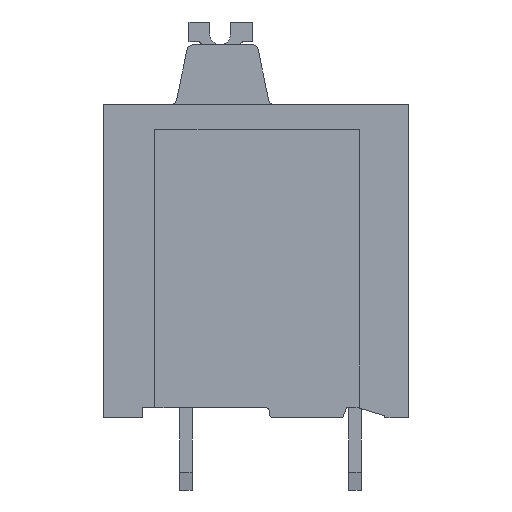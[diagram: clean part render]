
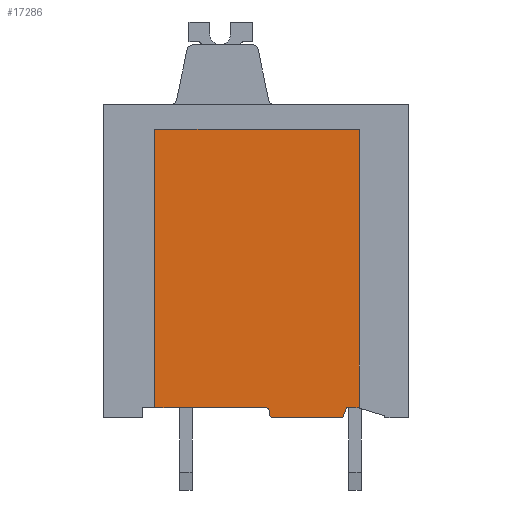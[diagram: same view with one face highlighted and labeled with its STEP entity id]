
A CAD part, left-side view. The second image highlights one B-rep face of the part: STEP entity #17286.
In plain terms, the highlighted planar face has unit normal (-1, 0, 0).
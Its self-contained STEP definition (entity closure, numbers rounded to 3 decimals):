
#7462=AXIS2_PLACEMENT_3D('Plane Axis2P3D',#7459,#7460,#7461) ;
#13993=AXIS2_PLACEMENT_3D('Circle Axis2P3D',#13991,#13992,$) ;
#14048=AXIS2_PLACEMENT_3D('Circle Axis2P3D',#14046,#14047,$) ;
#7459=CARTESIAN_POINT('Axis2P3D Location',(1.1,2.4,0.)) ;
#13866=CARTESIAN_POINT('Vertex',(1.1,2.5,4.)) ;
#13878=CARTESIAN_POINT('Vertex',(1.1,2.4,3.97)) ;
#13881=CARTESIAN_POINT('Line Origine',(1.1,2.45,3.985)) ;
#13962=CARTESIAN_POINT('Vertex',(1.1,6.95,4.)) ;
#13965=CARTESIAN_POINT('Line Origine',(1.1,9.625,4.)) ;
#13969=CARTESIAN_POINT('Vertex',(1.1,12.3,4.)) ;
#13991=CARTESIAN_POINT('Axis2P3D Location',(1.1,6.95,3.8)) ;
#13995=CARTESIAN_POINT('Vertex',(1.1,6.75,3.8)) ;
#14019=CARTESIAN_POINT('Vertex',(1.1,6.75,3.7)) ;
#14022=CARTESIAN_POINT('Line Origine',(1.1,6.75,3.75)) ;
#14043=CARTESIAN_POINT('Vertex',(1.1,6.55,3.5)) ;
#14046=CARTESIAN_POINT('Axis2P3D Location',(1.1,6.55,3.7)) ;
#14062=CARTESIAN_POINT('Vertex',(1.1,3.2,3.5)) ;
#14065=CARTESIAN_POINT('Line Origine',(1.1,4.875,3.5)) ;
#14086=CARTESIAN_POINT('Vertex',(1.1,3.,4.)) ;
#14089=CARTESIAN_POINT('Line Origine',(1.1,3.1,3.75)) ;
#14101=CARTESIAN_POINT('Line Origine',(1.1,2.75,4.)) ;
#14118=CARTESIAN_POINT('Line Origine',(1.1,12.3,10.75)) ;
#14122=CARTESIAN_POINT('Vertex',(1.1,12.3,17.5)) ;
#14142=CARTESIAN_POINT('Line Origine',(1.1,7.35,17.5)) ;
#14146=CARTESIAN_POINT('Vertex',(1.1,2.4,17.5)) ;
#14166=CARTESIAN_POINT('Line Origine',(1.1,2.4,10.735)) ;
#7460=DIRECTION('Axis2P3D Direction',(1.,0.,0.)) ;
#7461=DIRECTION('Axis2P3D XDirection',(0.,1.,0.)) ;
#13882=DIRECTION('Vector Direction',(0.,-0.959,-0.284)) ;
#13966=DIRECTION('Vector Direction',(0.,1.,0.)) ;
#13992=DIRECTION('Axis2P3D Direction',(-1.,0.,0.)) ;
#14023=DIRECTION('Vector Direction',(0.,0.,1.)) ;
#14047=DIRECTION('Axis2P3D Direction',(-1.,0.,0.)) ;
#14066=DIRECTION('Vector Direction',(0.,1.,0.)) ;
#14090=DIRECTION('Vector Direction',(0.,0.371,-0.928)) ;
#14102=DIRECTION('Vector Direction',(0.,1.,0.)) ;
#14119=DIRECTION('Vector Direction',(0.,0.,1.)) ;
#14143=DIRECTION('Vector Direction',(0.,1.,0.)) ;
#14167=DIRECTION('Vector Direction',(0.,0.,1.)) ;
#13883=VECTOR('Line Direction',#13882,1.) ;
#13967=VECTOR('Line Direction',#13966,1.) ;
#14024=VECTOR('Line Direction',#14023,1.) ;
#14067=VECTOR('Line Direction',#14066,1.) ;
#14091=VECTOR('Line Direction',#14090,1.) ;
#14103=VECTOR('Line Direction',#14102,1.) ;
#14120=VECTOR('Line Direction',#14119,1.) ;
#14144=VECTOR('Line Direction',#14143,1.) ;
#14168=VECTOR('Line Direction',#14167,1.) ;
#17274=ORIENTED_EDGE('',*,*,#13971,.F.) ;
#17275=ORIENTED_EDGE('',*,*,#13997,.T.) ;
#17276=ORIENTED_EDGE('',*,*,#14026,.F.) ;
#17277=ORIENTED_EDGE('',*,*,#14050,.F.) ;
#17278=ORIENTED_EDGE('',*,*,#14069,.F.) ;
#17279=ORIENTED_EDGE('',*,*,#14093,.F.) ;
#17280=ORIENTED_EDGE('',*,*,#14105,.F.) ;
#17281=ORIENTED_EDGE('',*,*,#13885,.T.) ;
#17282=ORIENTED_EDGE('',*,*,#14170,.T.) ;
#17283=ORIENTED_EDGE('',*,*,#14148,.T.) ;
#17284=ORIENTED_EDGE('',*,*,#14124,.F.) ;
#17286=ADVANCED_FACE('_LMF 5.00/19/180  3.5SN OR BX 1330370000',(#17285),#7463,.F.) ;
#13994=CIRCLE('generated circle',#13993,0.2) ;
#14049=CIRCLE('generated circle',#14048,0.2) ;
#13885=EDGE_CURVE('',#13867,#13879,#13884,.T.) ;
#13971=EDGE_CURVE('',#13963,#13970,#13968,.T.) ;
#13997=EDGE_CURVE('',#13963,#13996,#13994,.F.) ;
#14026=EDGE_CURVE('',#14020,#13996,#14025,.T.) ;
#14050=EDGE_CURVE('',#14044,#14020,#14049,.F.) ;
#14069=EDGE_CURVE('',#14063,#14044,#14068,.T.) ;
#14093=EDGE_CURVE('',#14087,#14063,#14092,.T.) ;
#14105=EDGE_CURVE('',#13867,#14087,#14104,.T.) ;
#14124=EDGE_CURVE('',#13970,#14123,#14121,.T.) ;
#14148=EDGE_CURVE('',#14147,#14123,#14145,.T.) ;
#14170=EDGE_CURVE('',#13879,#14147,#14169,.T.) ;
#17273=EDGE_LOOP('',(#17274,#17275,#17276,#17277,#17278,#17279,#17280,#17281,#17282,#17283,#17284)) ;
#17285=FACE_OUTER_BOUND('',#17273,.T.) ;
#13884=LINE('Line',#13881,#13883) ;
#13968=LINE('Line',#13965,#13967) ;
#14025=LINE('Line',#14022,#14024) ;
#14068=LINE('Line',#14065,#14067) ;
#14092=LINE('Line',#14089,#14091) ;
#14104=LINE('Line',#14101,#14103) ;
#14121=LINE('Line',#14118,#14120) ;
#14145=LINE('Line',#14142,#14144) ;
#14169=LINE('Line',#14166,#14168) ;
#7463=PLANE('',#7462) ;
#13867=VERTEX_POINT('',#13866) ;
#13879=VERTEX_POINT('',#13878) ;
#13963=VERTEX_POINT('',#13962) ;
#13970=VERTEX_POINT('',#13969) ;
#13996=VERTEX_POINT('',#13995) ;
#14020=VERTEX_POINT('',#14019) ;
#14044=VERTEX_POINT('',#14043) ;
#14063=VERTEX_POINT('',#14062) ;
#14087=VERTEX_POINT('',#14086) ;
#14123=VERTEX_POINT('',#14122) ;
#14147=VERTEX_POINT('',#14146) ;
